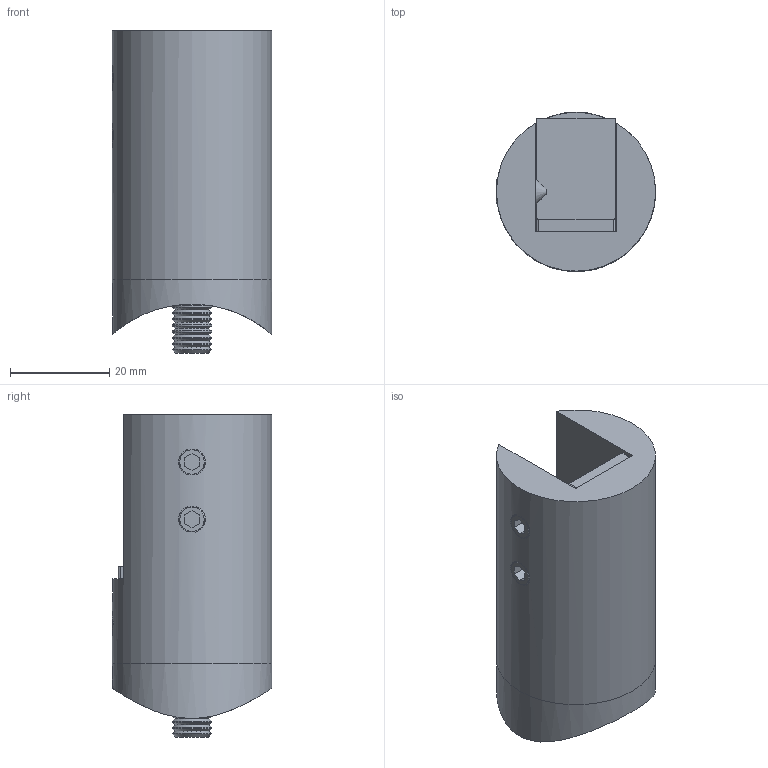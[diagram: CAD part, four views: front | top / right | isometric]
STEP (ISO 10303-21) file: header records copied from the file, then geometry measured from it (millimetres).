
FILE_DESCRIPTION (( 'STEP AP203' ), '1' );
FILE_NAME ('60302-240R.step', '2021-11-26T09:20:10', ( '' ), ( '' ), 'SwSTEP 2.0', 'SolidWorks 2018', '' );
FILE_SCHEMA (( 'CONFIG_CONTROL_DESIGN' ));
Length unit declared in the file: millimetre
Products named in the file (17): 6030X-240X Teil2; 6030X-240X Teil1_6030X-240R Teil1; socket set screw cone point_din; 6030X-240X Teil4_60302-240R Teil4; 6030X-240X Teil3; 60302-240R; socket countersunk head screw_din; 6030X-240X Teil3_6030X-240X Teil3; 6030X-240X Teil4; 6030X-240X Teil2_6030X-240X Teil2; socket countersunk head screw_din_DIN 7991 - M8 x 25 --- 25S; DIN914_DIN 914 M6x6; 6030X-240X Teil1; socket set screw cone point_din_DIN 914 - M6 x 10-S; DIN914
Assembly tree (9 placements, depth 2):
  6030X-240X Teil2
  socket set screw cone point_din
  6030X-240X Teil3
  60302-240R
    DIN914
  socket countersunk head screw_din
Bounding box: 32 x 32 x 64.85 mm (x, y, z)
Volume: 32394.6 mm3; surface area: 16864 mm2
Topology: 8 solids, 8 shells, 440 faces, 1067 edges, 677 vertices
Faces by surface type: plane 190, bspline 115, cone 81, cylinder 53, torus 1
Full cylindrical faces by diameter (mm): 5 x3, 6 x17, 8 x16, 8.5 x1, 15.57 x1, 20 x3, 25 x1, 32 x2
Entity records: 20981 total; most frequent: CARTESIAN_POINT 11052, ORIENTED_EDGE 1760, DIRECTION 1377, EDGE_CURVE 880, VERTEX_POINT 621, EDGE_LOOP 543, LINE 517, VECTOR 517
